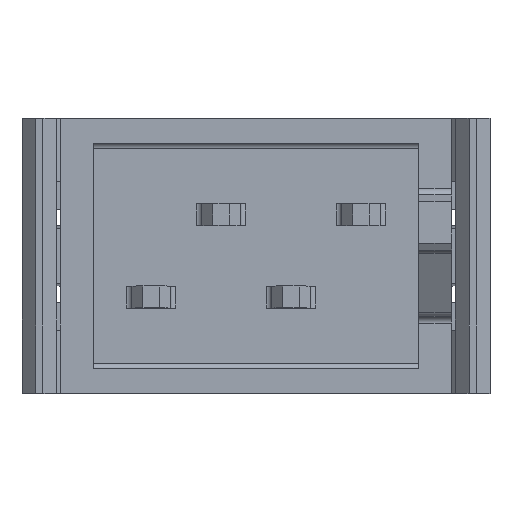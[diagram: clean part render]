
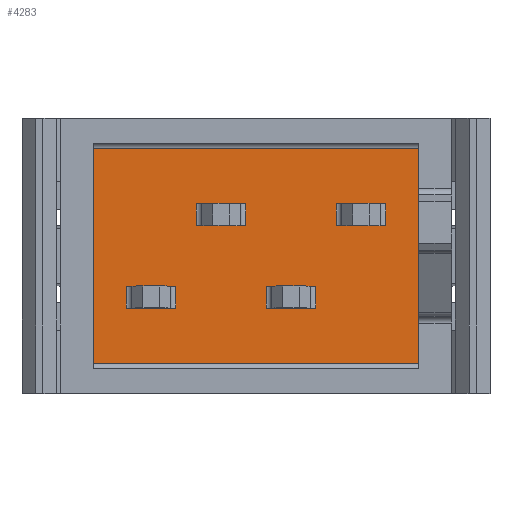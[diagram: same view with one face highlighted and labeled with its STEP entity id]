
A CAD part, top view. The second image highlights one B-rep face of the part: STEP entity #4283.
In plain terms, the highlighted planar face has unit normal (0, 0, 1).
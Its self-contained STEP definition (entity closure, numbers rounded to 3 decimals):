
#411=ORIENTED_EDGE('',*,*,#1409,.F.);
#412=ORIENTED_EDGE('',*,*,#1417,.T.);
#413=ORIENTED_EDGE('',*,*,#1629,.F.);
#414=ORIENTED_EDGE('',*,*,#1419,.T.);
#415=ORIENTED_EDGE('',*,*,#1413,.F.);
#416=ORIENTED_EDGE('',*,*,#1630,.F.);
#417=ORIENTED_EDGE('',*,*,#1423,.F.);
#418=ORIENTED_EDGE('',*,*,#1631,.F.);
#419=ORIENTED_EDGE('',*,*,#1427,.F.);
#420=ORIENTED_EDGE('',*,*,#1434,.T.);
#421=ORIENTED_EDGE('',*,*,#1632,.F.);
#422=ORIENTED_EDGE('',*,*,#1430,.T.);
#423=ORIENTED_EDGE('',*,*,#1576,.F.);
#424=ORIENTED_EDGE('',*,*,#1584,.T.);
#425=ORIENTED_EDGE('',*,*,#1633,.F.);
#426=ORIENTED_EDGE('',*,*,#1586,.T.);
#427=ORIENTED_EDGE('',*,*,#1580,.F.);
#428=ORIENTED_EDGE('',*,*,#1634,.F.);
#429=ORIENTED_EDGE('',*,*,#1590,.F.);
#430=ORIENTED_EDGE('',*,*,#1635,.F.);
#431=ORIENTED_EDGE('',*,*,#1594,.F.);
#432=ORIENTED_EDGE('',*,*,#1601,.T.);
#433=ORIENTED_EDGE('',*,*,#1636,.F.);
#434=ORIENTED_EDGE('',*,*,#1597,.T.);
#435=ORIENTED_EDGE('',*,*,#1624,.T.);
#436=ORIENTED_EDGE('',*,*,#1637,.T.);
#437=ORIENTED_EDGE('',*,*,#1478,.T.);
#438=ORIENTED_EDGE('',*,*,#1638,.T.);
#1409=EDGE_CURVE('',#2045,#2046,#2469,.T.);
#1413=EDGE_CURVE('',#2049,#2050,#2473,.T.);
#1417=EDGE_CURVE('',#2045,#2052,#2477,.F.);
#1419=EDGE_CURVE('',#2054,#2050,#2479,.F.);
#1423=EDGE_CURVE('',#2057,#2058,#2483,.T.);
#1427=EDGE_CURVE('',#2061,#2062,#2487,.T.);
#1430=EDGE_CURVE('',#2064,#2058,#2490,.F.);
#1434=EDGE_CURVE('',#2061,#2066,#2494,.F.);
#1478=EDGE_CURVE('',#2111,#2110,#2530,.T.);
#1576=EDGE_CURVE('',#2181,#2182,#2626,.T.);
#1580=EDGE_CURVE('',#2185,#2186,#2630,.T.);
#1584=EDGE_CURVE('',#2181,#2188,#2634,.F.);
#1586=EDGE_CURVE('',#2190,#2186,#2636,.F.);
#1590=EDGE_CURVE('',#2193,#2194,#2640,.T.);
#1594=EDGE_CURVE('',#2197,#2198,#2644,.T.);
#1597=EDGE_CURVE('',#2200,#2194,#2647,.F.);
#1601=EDGE_CURVE('',#2197,#2202,#2651,.F.);
#1624=EDGE_CURVE('',#2217,#2216,#2673,.T.);
#1629=EDGE_CURVE('',#2054,#2052,#2677,.T.);
#1630=EDGE_CURVE('',#2046,#2049,#2678,.T.);
#1631=EDGE_CURVE('',#2062,#2057,#2679,.T.);
#1632=EDGE_CURVE('',#2064,#2066,#2680,.T.);
#1633=EDGE_CURVE('',#2190,#2188,#2681,.T.);
#1634=EDGE_CURVE('',#2182,#2185,#2682,.T.);
#1635=EDGE_CURVE('',#2198,#2193,#2683,.T.);
#1636=EDGE_CURVE('',#2200,#2202,#2684,.T.);
#1637=EDGE_CURVE('',#2216,#2111,#2685,.T.);
#1638=EDGE_CURVE('',#2110,#2217,#2686,.T.);
#2045=VERTEX_POINT('',#5886);
#2046=VERTEX_POINT('',#5888);
#2049=VERTEX_POINT('',#5895);
#2050=VERTEX_POINT('',#5897);
#2052=VERTEX_POINT('',#5903);
#2054=VERTEX_POINT('',#5909);
#2057=VERTEX_POINT('',#5916);
#2058=VERTEX_POINT('',#5918);
#2061=VERTEX_POINT('',#5925);
#2062=VERTEX_POINT('',#5927);
#2064=VERTEX_POINT('',#5933);
#2066=VERTEX_POINT('',#5939);
#2110=VERTEX_POINT('',#6029);
#2111=VERTEX_POINT('',#6031);
#2181=VERTEX_POINT('',#6218);
#2182=VERTEX_POINT('',#6220);
#2185=VERTEX_POINT('',#6227);
#2186=VERTEX_POINT('',#6229);
#2188=VERTEX_POINT('',#6235);
#2190=VERTEX_POINT('',#6241);
#2193=VERTEX_POINT('',#6248);
#2194=VERTEX_POINT('',#6250);
#2197=VERTEX_POINT('',#6257);
#2198=VERTEX_POINT('',#6259);
#2200=VERTEX_POINT('',#6265);
#2202=VERTEX_POINT('',#6271);
#2216=VERTEX_POINT('',#6314);
#2217=VERTEX_POINT('',#6316);
#2469=LINE('',#5887,#3047);
#2473=LINE('',#5896,#3051);
#2477=LINE('',#5904,#3055);
#2479=LINE('',#5908,#3057);
#2483=LINE('',#5917,#3061);
#2487=LINE('',#5926,#3065);
#2490=LINE('',#5932,#3068);
#2494=LINE('',#5940,#3072);
#2530=LINE('',#6030,#3108);
#2626=LINE('',#6219,#3204);
#2630=LINE('',#6228,#3208);
#2634=LINE('',#6236,#3212);
#2636=LINE('',#6240,#3214);
#2640=LINE('',#6249,#3218);
#2644=LINE('',#6258,#3222);
#2647=LINE('',#6264,#3225);
#2651=LINE('',#6272,#3229);
#2673=LINE('',#6315,#3251);
#2677=LINE('',#6325,#3255);
#2678=LINE('',#6326,#3256);
#2679=LINE('',#6327,#3257);
#2680=LINE('',#6328,#3258);
#2681=LINE('',#6329,#3259);
#2682=LINE('',#6330,#3260);
#2683=LINE('',#6331,#3261);
#2684=LINE('',#6332,#3262);
#2685=LINE('',#6333,#3263);
#2686=LINE('',#6334,#3264);
#3047=VECTOR('',#4762,1000.);
#3051=VECTOR('',#4768,1000.);
#3055=VECTOR('',#4774,1000.);
#3057=VECTOR('',#4778,1000.);
#3061=VECTOR('',#4784,1000.);
#3065=VECTOR('',#4790,1000.);
#3068=VECTOR('',#4795,1000.);
#3072=VECTOR('',#4801,1000.);
#3108=VECTOR('',#4857,1000.);
#3204=VECTOR('',#4997,1000.);
#3208=VECTOR('',#5003,1000.);
#3212=VECTOR('',#5009,1000.);
#3214=VECTOR('',#5013,1000.);
#3218=VECTOR('',#5019,1000.);
#3222=VECTOR('',#5025,1000.);
#3225=VECTOR('',#5030,1000.);
#3229=VECTOR('',#5036,1000.);
#3251=VECTOR('',#5072,1000.);
#3255=VECTOR('',#5084,1000.);
#3256=VECTOR('',#5085,1000.);
#3257=VECTOR('',#5086,1000.);
#3258=VECTOR('',#5087,1000.);
#3259=VECTOR('',#5088,1000.);
#3260=VECTOR('',#5089,1000.);
#3261=VECTOR('',#5090,1000.);
#3262=VECTOR('',#5091,1000.);
#3263=VECTOR('',#5092,1000.);
#3264=VECTOR('',#5093,1000.);
#3674=EDGE_LOOP('',(#411,#412,#413,#414,#415,#416));
#3675=EDGE_LOOP('',(#417,#418,#419,#420,#421,#422));
#3676=EDGE_LOOP('',(#423,#424,#425,#426,#427,#428));
#3677=EDGE_LOOP('',(#429,#430,#431,#432,#433,#434));
#3678=EDGE_LOOP('',(#435,#436,#437,#438));
#3892=FACE_BOUND('',#3674,.T.);
#3893=FACE_BOUND('',#3675,.T.);
#3894=FACE_BOUND('',#3676,.T.);
#3895=FACE_BOUND('',#3677,.T.);
#3896=FACE_BOUND('',#3678,.T.);
#4104=PLANE('',#4541);
#4283=ADVANCED_FACE('',(#3892,#3893,#3894,#3895,#3896),#4104,.T.);
#4541=AXIS2_PLACEMENT_3D('',#6324,#5082,#5083);
#4762=DIRECTION('',(0.,-1.,0.));
#4768=DIRECTION('',(0.,1.,0.));
#4774=DIRECTION('',(-0.707,-0.707,0.));
#4778=DIRECTION('',(-0.707,0.707,0.));
#4784=DIRECTION('',(0.,-1.,0.));
#4790=DIRECTION('',(0.,1.,0.));
#4795=DIRECTION('',(0.707,-0.707,0.));
#4801=DIRECTION('',(0.707,0.707,0.));
#4857=DIRECTION('',(0.,1.,0.));
#4997=DIRECTION('',(0.,-1.,0.));
#5003=DIRECTION('',(0.,1.,0.));
#5009=DIRECTION('',(-0.707,-0.707,0.));
#5013=DIRECTION('',(-0.707,0.707,0.));
#5019=DIRECTION('',(0.,-1.,0.));
#5025=DIRECTION('',(0.,1.,0.));
#5030=DIRECTION('',(0.707,-0.707,0.));
#5036=DIRECTION('',(0.707,0.707,0.));
#5072=DIRECTION('',(0.,-1.,0.));
#5082=DIRECTION('',(0.,0.,1.));
#5083=DIRECTION('',(1.,0.,0.));
#5084=DIRECTION('',(-1.,0.,0.));
#5085=DIRECTION('',(1.,0.,0.));
#5086=DIRECTION('',(-1.,0.,0.));
#5087=DIRECTION('',(1.,0.,0.));
#5088=DIRECTION('',(-1.,0.,0.));
#5089=DIRECTION('',(1.,0.,0.));
#5090=DIRECTION('',(-1.,0.,0.));
#5091=DIRECTION('',(1.,0.,0.));
#5092=DIRECTION('',(1.,0.,0.));
#5093=DIRECTION('',(-1.,0.,0.));
#5886=CARTESIAN_POINT('',(0.185,-0.65,1.7));
#5887=CARTESIAN_POINT('',(0.185,-0.55,1.7));
#5888=CARTESIAN_POINT('',(0.185,-0.95,1.7));
#5895=CARTESIAN_POINT('',(1.085,-0.95,1.7));
#5896=CARTESIAN_POINT('',(1.085,-0.95,1.7));
#5897=CARTESIAN_POINT('',(1.085,-0.65,1.7));
#5903=CARTESIAN_POINT('',(0.285,-0.55,1.7));
#5904=CARTESIAN_POINT('',(0.185,-0.65,1.7));
#5908=CARTESIAN_POINT('',(0.985,-0.55,1.7));
#5909=CARTESIAN_POINT('',(0.985,-0.55,1.7));
#5916=CARTESIAN_POINT('',(1.455,0.95,1.7));
#5917=CARTESIAN_POINT('',(1.455,0.95,1.7));
#5918=CARTESIAN_POINT('',(1.455,0.65,1.7));
#5925=CARTESIAN_POINT('',(2.355,0.65,1.7));
#5926=CARTESIAN_POINT('',(2.355,0.55,1.7));
#5927=CARTESIAN_POINT('',(2.355,0.95,1.7));
#5932=CARTESIAN_POINT('',(1.555,0.55,1.7));
#5933=CARTESIAN_POINT('',(1.555,0.55,1.7));
#5939=CARTESIAN_POINT('',(2.255,0.55,1.7));
#5940=CARTESIAN_POINT('',(2.355,0.65,1.7));
#6029=CARTESIAN_POINT('',(2.955,1.95,1.7));
#6030=CARTESIAN_POINT('',(2.955,-2.05,1.7));
#6031=CARTESIAN_POINT('',(2.955,-1.95,1.7));
#6218=CARTESIAN_POINT('',(-2.355,-0.65,1.7));
#6219=CARTESIAN_POINT('',(-2.355,-0.55,1.7));
#6220=CARTESIAN_POINT('',(-2.355,-0.95,1.7));
#6227=CARTESIAN_POINT('',(-1.455,-0.95,1.7));
#6228=CARTESIAN_POINT('',(-1.455,-0.95,1.7));
#6229=CARTESIAN_POINT('',(-1.455,-0.65,1.7));
#6235=CARTESIAN_POINT('',(-2.255,-0.55,1.7));
#6236=CARTESIAN_POINT('',(-2.355,-0.65,1.7));
#6240=CARTESIAN_POINT('',(-1.555,-0.55,1.7));
#6241=CARTESIAN_POINT('',(-1.555,-0.55,1.7));
#6248=CARTESIAN_POINT('',(-1.085,0.95,1.7));
#6249=CARTESIAN_POINT('',(-1.085,0.95,1.7));
#6250=CARTESIAN_POINT('',(-1.085,0.65,1.7));
#6257=CARTESIAN_POINT('',(-0.185,0.65,1.7));
#6258=CARTESIAN_POINT('',(-0.185,0.55,1.7));
#6259=CARTESIAN_POINT('',(-0.185,0.95,1.7));
#6264=CARTESIAN_POINT('',(-0.985,0.55,1.7));
#6265=CARTESIAN_POINT('',(-0.985,0.55,1.7));
#6271=CARTESIAN_POINT('',(-0.285,0.55,1.7));
#6272=CARTESIAN_POINT('',(-0.185,0.65,1.7));
#6314=CARTESIAN_POINT('',(-2.955,-1.95,1.7));
#6315=CARTESIAN_POINT('',(-2.955,2.05,1.7));
#6316=CARTESIAN_POINT('',(-2.955,1.95,1.7));
#6324=CARTESIAN_POINT('',(-2.955,-2.05,1.7));
#6325=CARTESIAN_POINT('',(1.085,-0.55,1.7));
#6326=CARTESIAN_POINT('',(0.185,-0.95,1.7));
#6327=CARTESIAN_POINT('',(2.355,0.95,1.7));
#6328=CARTESIAN_POINT('',(1.455,0.55,1.7));
#6329=CARTESIAN_POINT('',(-1.455,-0.55,1.7));
#6330=CARTESIAN_POINT('',(-2.355,-0.95,1.7));
#6331=CARTESIAN_POINT('',(-0.185,0.95,1.7));
#6332=CARTESIAN_POINT('',(-1.085,0.55,1.7));
#6333=CARTESIAN_POINT('',(2.955,-1.95,1.7));
#6334=CARTESIAN_POINT('',(-2.955,1.95,1.7));
